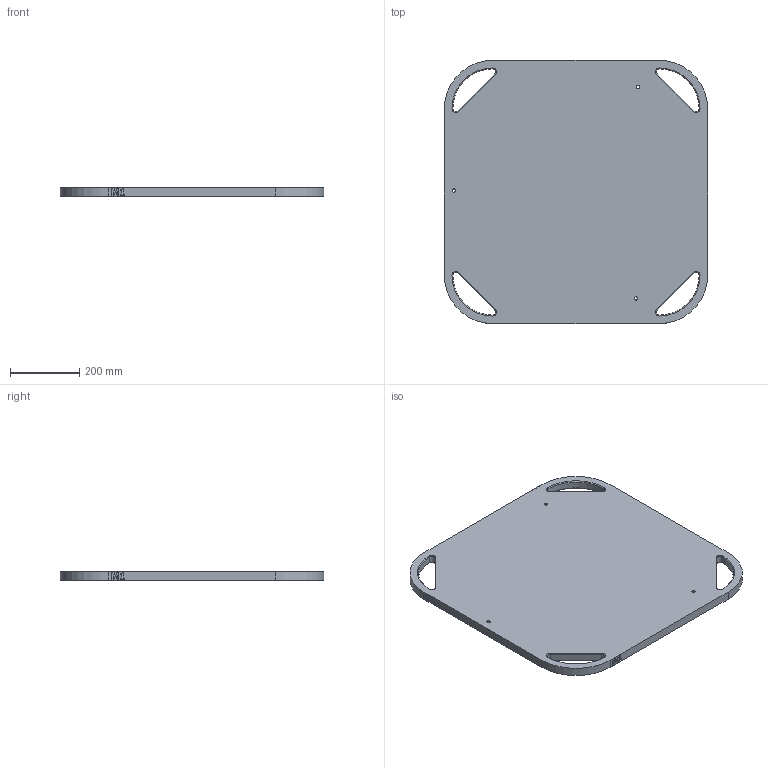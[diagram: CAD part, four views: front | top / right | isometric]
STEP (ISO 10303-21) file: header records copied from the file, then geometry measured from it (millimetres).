
FILE_DESCRIPTION(/* description */ (''),/* implementation_level */ '2;1');
FILE_NAME(/* name */ 'UPPER_PLATE.step',/* time_stamp */ '2024-01-26T23:04:07-08:00',/* author */ (''),/* organization */ (''),/* preprocessor_version */ 'ST-DEVELOPER v20',/* originating_system */ 'Autodesk Translation Framework v12.14.0.127',/* authorisation */ '');
FILE_SCHEMA (('AUTOMOTIVE_DESIGN { 1 0 10303 214 3 1 1 }'));
Length unit declared in the file: inch
Products named in the file (1): UPPER_PLATE
Bounding box: 762 x 762 x 25.4 mm (x, y, z)
Volume: 13671159.1 mm3; surface area: 1185678 mm2
Topology: 1 solids, 1 shells, 175 faces, 460 edges, 296 vertices
Faces by surface type: plane 131, cone 24, cylinder 20
Full cylindrical faces by diameter (mm): 5.08 x1, 9.754 x3
Entity records: 5380 total; most frequent: CARTESIAN_POINT 932, ORIENTED_EDGE 920, DIRECTION 876, EDGE_CURVE 460, LINE 396, VECTOR 396, VERTEX_POINT 296, AXIS2_PLACEMENT_3D 240
